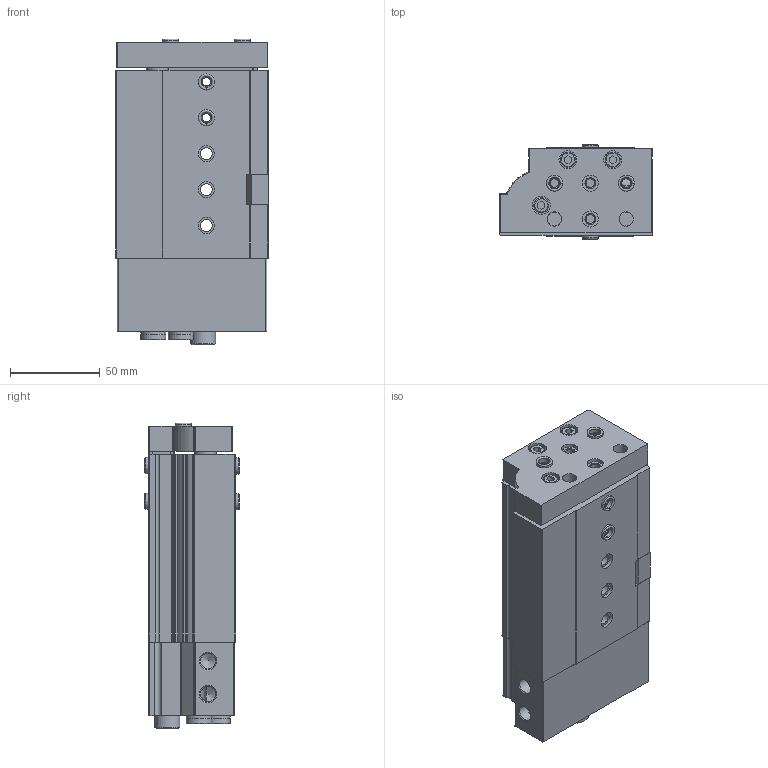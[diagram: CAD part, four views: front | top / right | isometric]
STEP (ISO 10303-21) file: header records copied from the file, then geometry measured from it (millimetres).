
FILE_DESCRIPTION(/* description */ ('STEP AP214'),/* implementation_level */ '2;1');
FILE_NAME(/* name */ '570197_DGSL-20-30-EA',/* time_stamp */ '2024-08-16T02:20:47+02:00',/* author */ ('License CC BY-ND 4.0'),/* organization */ ('CADENAS'),/* preprocessor_version */ 'ST-DEVELOPER v19.3',/* originating_system */ 'PARTsolutions',/* authorisation */ ' ');
FILE_SCHEMA (('AUTOMOTIVE_DESIGN {1 0 10303 214 3 1 1}'));
Length unit declared in the file: millimetre
Products named in the file (7): 570197 DGSL-20-30-EA---(0); DGSL-20---(30-0-0-40-zr); 1184687 DYEF-S-M14-Y1; 3568 B-1/8; 686788 DGSL-20-AS; DGSL-20---(30-0-JP); 8137184 ZBH-9-B
Assembly tree (13 placements, depth 2):
  570197 DGSL-20-30-EA---(0)
    DGSL-20---(30-0-0-40-zr)
    1184687 DYEF-S-M14-Y1  x2
    3568 B-1/8  x2
    686788 DGSL-20-AS
    DGSL-20---(30-0-JP)
    8137184 ZBH-9-B  x6
Bounding box: 85 x 52.6 x 170.4 mm (x, y, z)
Volume: 490501.2 mm3; surface area: 115690.2 mm2
Topology: 13 solids, 13 shells, 606 faces, 1492 edges, 971 vertices
Faces by surface type: plane 322, cylinder 209, cone 54, torus 21
Full cylindrical faces by diameter (mm): 3.242 x1, 4.917 x9, 6 x1, 6.6 x4, 7.8 x2, 8 x3, 8.5 x8, 8.566 x4, 9 x11, 9.728 x2, 10 x10, 10.2 x1, 11 x4, 11.2 x3, 12.07 x2, 12.6 x2, 12.917 x2, 14 x6, 25 x2
Entity records: 15691 total; most frequent: CARTESIAN_POINT 2757, DIRECTION 2727, ORIENTED_EDGE 2410, EDGE_CURVE 1205, AXIS2_PLACEMENT_3D 1003, VERTEX_POINT 865, FACE_BOUND 760, EDGE_LOOP 753
